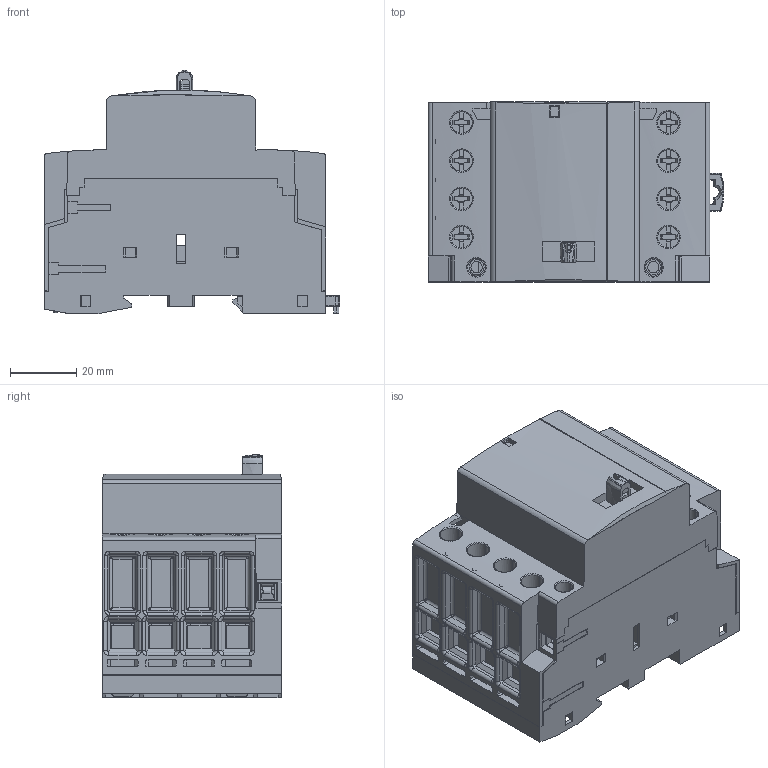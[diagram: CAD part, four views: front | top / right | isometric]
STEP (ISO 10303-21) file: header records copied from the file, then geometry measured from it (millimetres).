
FILE_DESCRIPTION((''),'2;1');
FILE_NAME('63_ASM','2017-06-03T',('Gino'),(''),'PRO/ENGINEER BY PARAMETRIC TECHNOLOGY CORPORATION, 2008310','PRO/ENGINEER BY PARAMETRIC TECHNOLOGY CORPORATION, 2008310','');
FILE_SCHEMA(('CONFIG_CONTROL_DESIGN'));
Length unit declared in the file: millimetre
Products named in the file (23): BODY_73_5_1; _____ASM_8_ASM_1_ASM; _____ASM_11_ASM_1_ASM; 64A4P____3_1; ____3-95963_1; M5___3_1; KS-11_6_1; _______ASM_4_ASM_1_ASM; 2A__37_1_1_2_1; JIEXIANKUANG_7_3_1; 2A_ASM_21_1_ASM_2_ASM_3_ASM_1_ASM; 2A_ASM_2_ASM_1_ASM; 2D__17_1_2_1; 2D_ASM_11_ASM_1_ASM_3_ASM_1_ASM; 2D_ASM_ASM_2_ASM_2_ASM_1_ASM; 2D_ASM_2_ASM_1_ASM; _____3-208414_1; ZHIDONGJIAN_2_1; 63A4P__ASM_14_ASM_1_ASM; 63A4P__ASM_ASM_1_ASM; SHOUDONGSHOUBING; SHOUDONGSHOUBINGTUIGANG; 63_ASM
Assembly tree (30 placements, depth 7):
  63_ASM
    63A4P__ASM_ASM_1_ASM
      63A4P__ASM_14_ASM_1_ASM
        BODY_73_5_1
        _____ASM_11_ASM_1_ASM
          _____ASM_8_ASM_1_ASM
        _______ASM_4_ASM_1_ASM  x8
          64A4P____3_1
          ____3-95963_1
          M5___3_1
          KS-11_6_1
        2A_ASM_2_ASM_1_ASM
          2A_ASM_21_1_ASM_2_ASM_3_ASM_1_ASM
            2A__37_1_1_2_1
            JIEXIANKUANG_7_3_1
        2D_ASM_2_ASM_1_ASM
          2D_ASM_ASM_2_ASM_2_ASM_1_ASM
            2D_ASM_11_ASM_1_ASM_3_ASM_1_ASM
              2D__17_1_2_1
            JIEXIANKUANG_7_3_1
        _____3-208414_1
        ZHIDONGJIAN_2_1
    SHOUDONGSHOUBING
    SHOUDONGSHOUBINGTUIGANG
Bounding box: 89.03 x 54.1 x 73.24 mm (x, y, z)
Volume: 204328.2 mm3; surface area: 99948.2 mm2
Topology: 42 solids, 58 shells, 4353 faces, 12455 edges, 8201 vertices
Faces by surface type: plane 2896, cylinder 1095, bspline 180, torus 118, cone 50, extrusion 14
Entity records: 111668 total; most frequent: CARTESIAN_POINT 36316, ORIENTED_EDGE 16514, DIRECTION 14375, EDGE_CURVE 8257, VECTOR 6215, LINE 6208, VERTEX_POINT 5421, AXIS2_PLACEMENT_3D 4080
